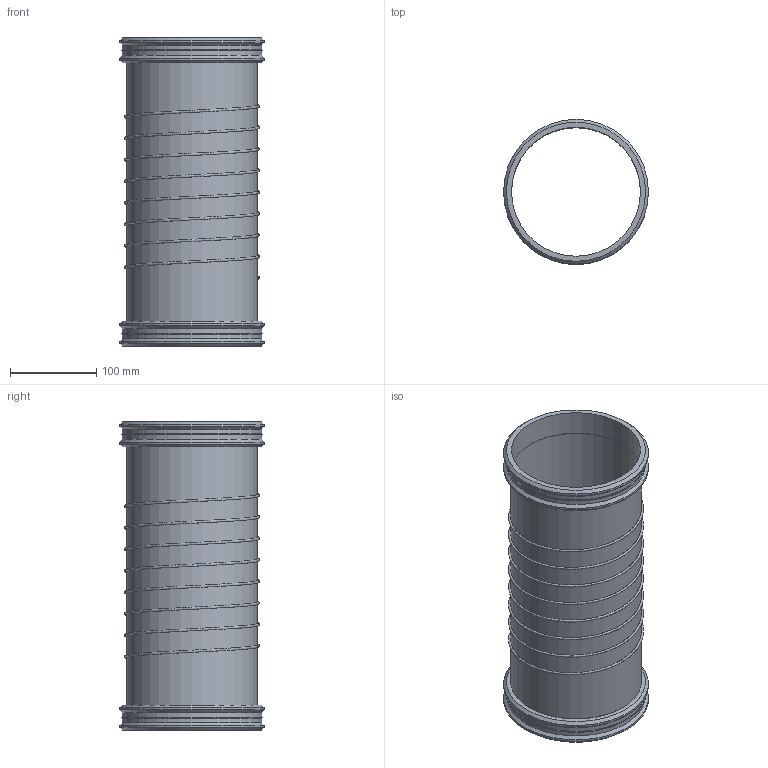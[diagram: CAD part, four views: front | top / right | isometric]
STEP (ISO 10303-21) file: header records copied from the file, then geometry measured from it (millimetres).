
FILE_DESCRIPTION(/* description */ (''),/* implementation_level */ '2;1');
FILE_NAME(/* name */ '25871 BFM Flexi 150mm x 300mm L v2.step',/* time_stamp */ '2020-05-25T08:51:26+12:00',/* author */ (''),/* organization */ (''),/* preprocessor_version */ 'ST-DEVELOPER v18.1',/* originating_system */ 'Autodesk Translation Framework v9.3.0.1241',/* authorisation */ '');
FILE_SCHEMA (('AUTOMOTIVE_DESIGN { 1 0 10303 214 3 1 1 }'));
Length unit declared in the file: millimetre
Products named in the file (1): 25871 BFM Flexi 150mm x 300mm L
Bounding box: 168.4 x 168.4 x 358.8 mm (x, y, z)
Volume: 485643.4 mm3; surface area: 677091.1 mm2
Topology: 3 solids, 3 shells, 33 faces, 58 edges, 32 vertices
Faces by surface type: cone 13, cylinder 12, plane 7, bspline 1
Full cylindrical faces by diameter (mm): 150 x2, 151.8 x2, 161.8 x4, 168.4 x4
Entity records: 3300 total; most frequent: CARTESIAN_POINT 2606, DIRECTION 155, ORIENTED_EDGE 116, AXIS2_PLACEMENT_3D 65, EDGE_CURVE 58, EDGE_LOOP 38, FACE_OUTER_BOUND 33, ADVANCED_FACE 33
